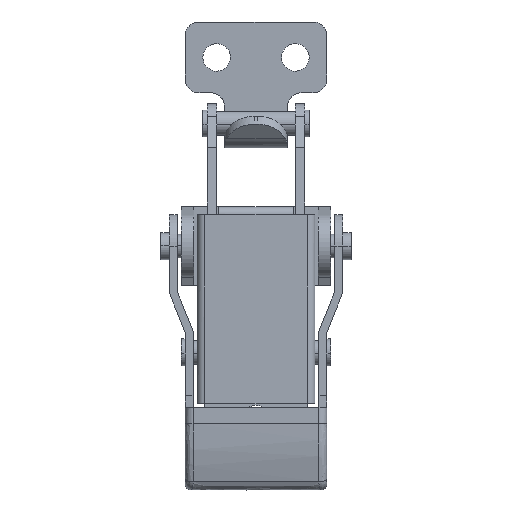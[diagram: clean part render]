
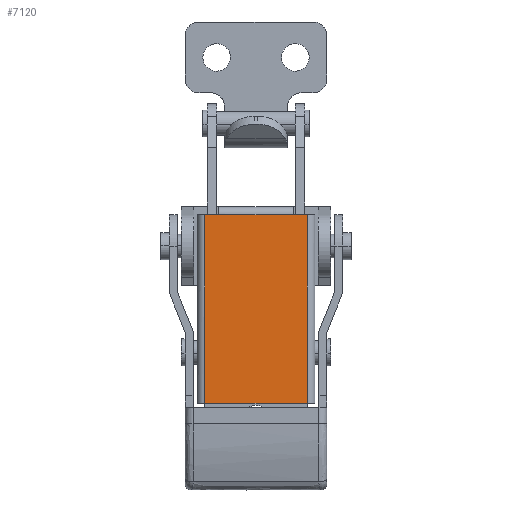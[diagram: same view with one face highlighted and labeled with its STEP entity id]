
A CAD part, front view. The second image highlights one B-rep face of the part: STEP entity #7120.
In plain terms, the highlighted free-form (B-spline) face has degree [1, 1] with [2, 2] control points.
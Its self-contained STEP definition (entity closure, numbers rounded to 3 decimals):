
#6364=CARTESIAN_POINT('',(4.75,-3.5,4.0));
#6365=VERTEX_POINT('',#6364);
#6386=CARTESIAN_POINT('',(-4.75,-3.5,4.0));
#6387=VERTEX_POINT('',#6386);
#6401=CARTESIAN_POINT('',(4.75,-3.5,4.0));
#6402=CARTESIAN_POINT('',(-4.75,-3.5,4.0));
#6403=QUASI_UNIFORM_CURVE('',1,(#6401,#6402),.UNSPECIFIED.,.F.,.U.);
#6404=EDGE_CURVE('',#6365,#6387,#6403,.T.);
#6863=CARTESIAN_POINT('',(6.5,-3.5,-20.0));
#6864=VERTEX_POINT('',#6863);
#6887=CARTESIAN_POINT('',(6.5,-3.5,4.0));
#6888=VERTEX_POINT('',#6887);
#6902=CARTESIAN_POINT('',(6.5,-3.5,-20.0));
#6903=CARTESIAN_POINT('',(6.5,-3.5,4.0));
#6904=QUASI_UNIFORM_CURVE('',1,(#6902,#6903),.UNSPECIFIED.,.F.,.U.);
#6905=EDGE_CURVE('',#6864,#6888,#6904,.T.);
#6926=CARTESIAN_POINT('',(-6.5,-3.5,4.0));
#6927=VERTEX_POINT('',#6926);
#6950=CARTESIAN_POINT('',(-6.5,-3.5,-20.0));
#6951=VERTEX_POINT('',#6950);
#6965=CARTESIAN_POINT('',(-6.5,-3.5,4.0));
#6966=CARTESIAN_POINT('',(-6.5,-3.5,-20.0));
#6967=QUASI_UNIFORM_CURVE('',1,(#6965,#6966),.UNSPECIFIED.,.F.,.U.);
#6968=EDGE_CURVE('',#6927,#6951,#6967,.T.);
#7095=CARTESIAN_POINT('',(-7.149,-3.5,5.199));
#7096=CARTESIAN_POINT('',(7.149,-3.5,5.199));
#7097=CARTESIAN_POINT('',(-7.149,-3.5,-21.199));
#7098=CARTESIAN_POINT('',(7.149,-3.5,-21.199));
#7099=B_SPLINE_SURFACE_WITH_KNOTS('',1,1,((#7095,#7097),(#7096,#7098)),.UNSPECIFIED.,.F.,.F.,.U.,(2,2),(2,2),(0.0,14.299),(0.0,26.398),.UNSPECIFIED.);
#7100=CARTESIAN_POINT('',(6.5,-3.5,4.0));
#7101=CARTESIAN_POINT('',(4.75,-3.5,4.0));
#7102=QUASI_UNIFORM_CURVE('',1,(#7100,#7101),.UNSPECIFIED.,.F.,.U.);
#7103=EDGE_CURVE('',#6888,#6365,#7102,.T.);
#7104=ORIENTED_EDGE('',*,*,#7103,.T.);
#7105=ORIENTED_EDGE('',*,*,#6404,.T.);
#7106=CARTESIAN_POINT('',(-4.75,-3.5,4.0));
#7107=CARTESIAN_POINT('',(-6.5,-3.5,4.0));
#7108=QUASI_UNIFORM_CURVE('',1,(#7106,#7107),.UNSPECIFIED.,.F.,.U.);
#7109=EDGE_CURVE('',#6387,#6927,#7108,.T.);
#7110=ORIENTED_EDGE('',*,*,#7109,.T.);
#7111=ORIENTED_EDGE('',*,*,#6968,.T.);
#7112=CARTESIAN_POINT('',(-6.5,-3.5,-20.0));
#7113=CARTESIAN_POINT('',(6.5,-3.5,-20.0));
#7114=QUASI_UNIFORM_CURVE('',1,(#7112,#7113),.UNSPECIFIED.,.F.,.U.);
#7115=EDGE_CURVE('',#6951,#6864,#7114,.T.);
#7116=ORIENTED_EDGE('',*,*,#7115,.T.);
#7117=ORIENTED_EDGE('',*,*,#6905,.T.);
#7118=EDGE_LOOP('',(#7104,#7105,#7110,#7111,#7116,#7117));
#7119=FACE_OUTER_BOUND('',#7118,.T.);
#7120=ADVANCED_FACE('',(#7119),#7099,.F.);
